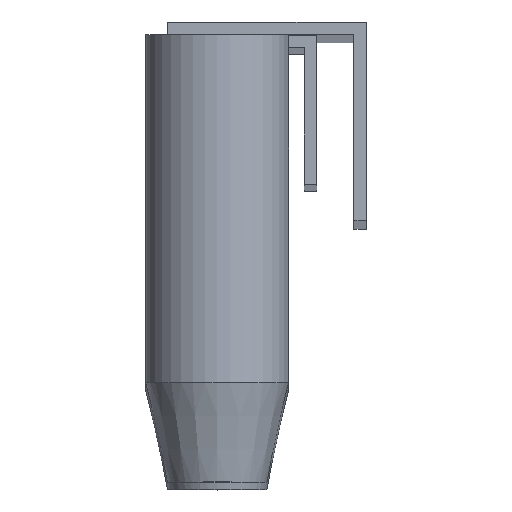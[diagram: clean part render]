
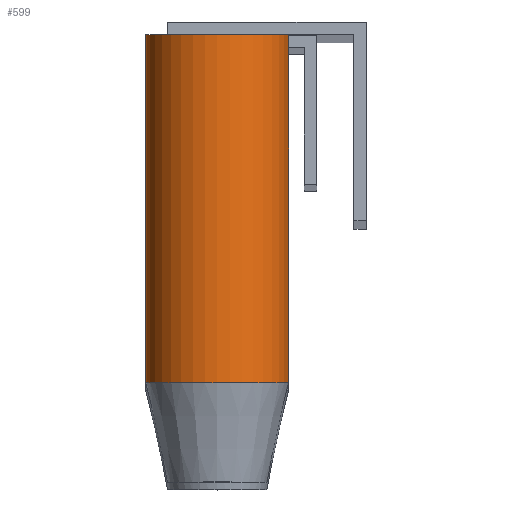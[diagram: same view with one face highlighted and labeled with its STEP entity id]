
A CAD part, top view. The second image highlights one B-rep face of the part: STEP entity #599.
In plain terms, the highlighted cylindrical face has radius 18.256 mm (diameter 36.512 mm), a full revolution.
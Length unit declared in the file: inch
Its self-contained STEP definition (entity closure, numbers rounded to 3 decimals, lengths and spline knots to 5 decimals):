
#170=FACE_BOUND('',#275,.T.);
#201=FACE_OUTER_BOUND('',#274,.T.);
#274=EDGE_LOOP('',(#551));
#275=EDGE_LOOP('',(#552));
#305=CIRCLE('',#731,0.71875);
#306=CIRCLE('',#733,0.71875);
#358=VERTEX_POINT('',#1064);
#359=VERTEX_POINT('',#1067);
#423=EDGE_CURVE('',#358,#358,#305,.T.);
#424=EDGE_CURVE('',#359,#359,#306,.T.);
#551=ORIENTED_EDGE('',*,*,#424,.F.);
#552=ORIENTED_EDGE('',*,*,#423,.T.);
#568=CYLINDRICAL_SURFACE('',#732,0.71875);
#599=ADVANCED_FACE('',(#201,#170),#568,.T.);
#731=AXIS2_PLACEMENT_3D('',#1065,#898,#899);
#732=AXIS2_PLACEMENT_3D('',#1066,#900,#901);
#733=AXIS2_PLACEMENT_3D('',#1068,#902,#903);
#898=DIRECTION('center_axis',(0.,1.,0.));
#899=DIRECTION('ref_axis',(0.,0.,1.));
#900=DIRECTION('center_axis',(0.,-1.,0.));
#901=DIRECTION('ref_axis',(0.,0.,-1.));
#902=DIRECTION('center_axis',(0.,1.,0.));
#903=DIRECTION('ref_axis',(0.,0.,1.));
#1064=CARTESIAN_POINT('',(0.,1.,0.71875));
#1065=CARTESIAN_POINT('Origin',(0.,1.,0.));
#1066=CARTESIAN_POINT('Origin',(0.,4.5,0.));
#1067=CARTESIAN_POINT('',(0.,4.5,-0.71875));
#1068=CARTESIAN_POINT('Origin',(0.,4.5,0.));
